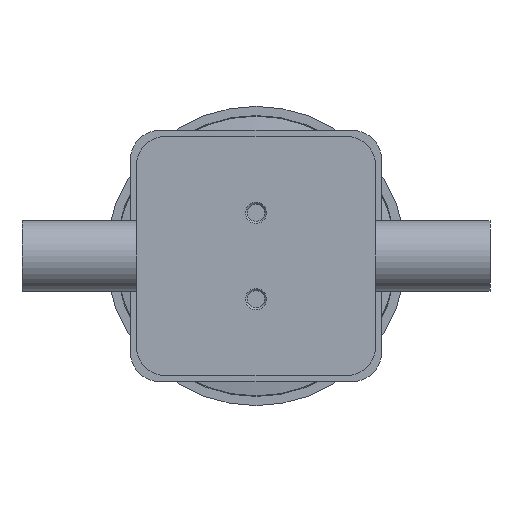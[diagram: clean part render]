
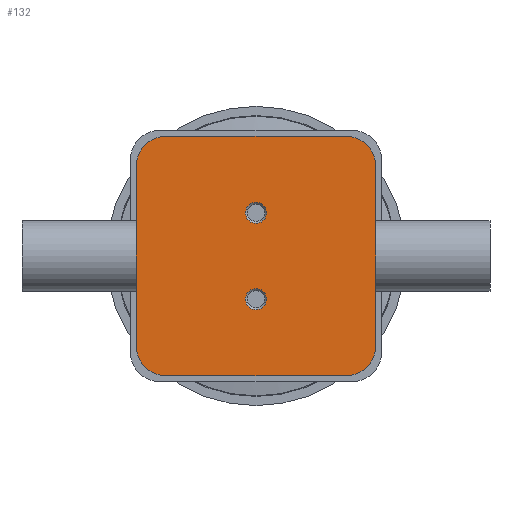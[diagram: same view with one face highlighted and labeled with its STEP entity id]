
A CAD part, front view. The second image highlights one B-rep face of the part: STEP entity #132.
In plain terms, the highlighted planar face has unit normal (0, -1, 0).
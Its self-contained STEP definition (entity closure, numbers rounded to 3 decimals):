
#132 = ADVANCED_FACE( '', ( #284, #285, #286 ), #287, .F. );
#284 = FACE_BOUND( '', #482, .T. );
#285 = FACE_BOUND( '', #483, .T. );
#286 = FACE_OUTER_BOUND( '', #484, .T. );
#287 = PLANE( '', #485 );
#482 = EDGE_LOOP( '', ( #1004, #1005 ) );
#483 = EDGE_LOOP( '', ( #1006, #1007 ) );
#484 = EDGE_LOOP( '', ( #1008, #1009, #1010, #1011, #1012, #1013, #1014, #1015 ) );
#485 = AXIS2_PLACEMENT_3D( '', #1016, #1017, #1018 );
#1004 = ORIENTED_EDGE( '', *, *, #1377, .T. );
#1005 = ORIENTED_EDGE( '', *, *, #1468, .T. );
#1006 = ORIENTED_EDGE( '', *, *, #1475, .T. );
#1007 = ORIENTED_EDGE( '', *, *, #1359, .T. );
#1008 = ORIENTED_EDGE( '', *, *, #1476, .F. );
#1009 = ORIENTED_EDGE( '', *, *, #1477, .F. );
#1010 = ORIENTED_EDGE( '', *, *, #1478, .F. );
#1011 = ORIENTED_EDGE( '', *, *, #1479, .F. );
#1012 = ORIENTED_EDGE( '', *, *, #1480, .F. );
#1013 = ORIENTED_EDGE( '', *, *, #1481, .F. );
#1014 = ORIENTED_EDGE( '', *, *, #1482, .F. );
#1015 = ORIENTED_EDGE( '', *, *, #1483, .F. );
#1016 = CARTESIAN_POINT( '', ( 0., -16.5, 0. ) );
#1017 = DIRECTION( '', ( 0., 1., 0. ) );
#1018 = DIRECTION( '', ( 0., 0., 1. ) );
#1359 = EDGE_CURVE( '', #1639, #1636, #1640, .T. );
#1377 = EDGE_CURVE( '', #1667, #1669, #1671, .T. );
#1468 = EDGE_CURVE( '', #1669, #1667, #1818, .T. );
#1475 = EDGE_CURVE( '', #1636, #1639, #1825, .T. );
#1476 = EDGE_CURVE( '', #1826, #1827, #1828, .T. );
#1477 = EDGE_CURVE( '', #1829, #1826, #1830, .T. );
#1478 = EDGE_CURVE( '', #1831, #1829, #1832, .T. );
#1479 = EDGE_CURVE( '', #1833, #1831, #1834, .T. );
#1480 = EDGE_CURVE( '', #1835, #1833, #1836, .T. );
#1481 = EDGE_CURVE( '', #1837, #1835, #1838, .T. );
#1482 = EDGE_CURVE( '', #1839, #1837, #1840, .T. );
#1483 = EDGE_CURVE( '', #1827, #1839, #1841, .T. );
#1636 = VERTEX_POINT( '', #2119 );
#1639 = VERTEX_POINT( '', #2123 );
#1640 = CIRCLE( '', #2124, 3. );
#1667 = VERTEX_POINT( '', #2160 );
#1669 = VERTEX_POINT( '', #2163 );
#1671 = CIRCLE( '', #2166, 3. );
#1818 = CIRCLE( '', #2432, 3. );
#1825 = CIRCLE( '', #2439, 3. );
#1826 = VERTEX_POINT( '', #2440 );
#1827 = VERTEX_POINT( '', #2441 );
#1828 = CIRCLE( '', #2442, 8.333 );
#1829 = VERTEX_POINT( '', #2443 );
#1830 = LINE( '', #2444, #2445 );
#1831 = VERTEX_POINT( '', #2446 );
#1832 = CIRCLE( '', #2447, 8.333 );
#1833 = VERTEX_POINT( '', #2448 );
#1834 = LINE( '', #2449, #2450 );
#1835 = VERTEX_POINT( '', #2451 );
#1836 = CIRCLE( '', #2452, 8.333 );
#1837 = VERTEX_POINT( '', #2453 );
#1838 = LINE( '', #2454, #2455 );
#1839 = VERTEX_POINT( '', #2456 );
#1840 = CIRCLE( '', #2457, 8.333 );
#1841 = LINE( '', #2458, #2459 );
#2119 = CARTESIAN_POINT( '', ( 0., -16.5, 15.25 ) );
#2123 = CARTESIAN_POINT( '', ( 0., -16.5, 9.25 ) );
#2124 = AXIS2_PLACEMENT_3D( '', #2701, #2702, #2703 );
#2160 = CARTESIAN_POINT( '', ( 0., -16.5, -15.25 ) );
#2163 = CARTESIAN_POINT( '', ( 0., -16.5, -9.25 ) );
#2166 = AXIS2_PLACEMENT_3D( '', #2733, #2734, #2735 );
#2432 = AXIS2_PLACEMENT_3D( '', #2873, #2874, #2875 );
#2439 = AXIS2_PLACEMENT_3D( '', #2894, #2895, #2896 );
#2440 = CARTESIAN_POINT( '', ( -34., -16.5, 25.667 ) );
#2441 = CARTESIAN_POINT( '', ( -25.667, -16.5, 34. ) );
#2442 = AXIS2_PLACEMENT_3D( '', #2897, #2898, #2899 );
#2443 = CARTESIAN_POINT( '', ( -34., -16.5, -25.667 ) );
#2444 = CARTESIAN_POINT( '', ( -34., -16.5, -25.667 ) );
#2445 = VECTOR( '', #2900, 1. );
#2446 = CARTESIAN_POINT( '', ( -25.667, -16.5, -34. ) );
#2447 = AXIS2_PLACEMENT_3D( '', #2901, #2902, #2903 );
#2448 = CARTESIAN_POINT( '', ( 25.667, -16.5, -34. ) );
#2449 = CARTESIAN_POINT( '', ( 25.667, -16.5, -34. ) );
#2450 = VECTOR( '', #2904, 1. );
#2451 = CARTESIAN_POINT( '', ( 34., -16.5, -25.667 ) );
#2452 = AXIS2_PLACEMENT_3D( '', #2905, #2906, #2907 );
#2453 = CARTESIAN_POINT( '', ( 34., -16.5, 25.667 ) );
#2454 = CARTESIAN_POINT( '', ( 34., -16.5, 25.667 ) );
#2455 = VECTOR( '', #2908, 1. );
#2456 = CARTESIAN_POINT( '', ( 25.667, -16.5, 34. ) );
#2457 = AXIS2_PLACEMENT_3D( '', #2909, #2910, #2911 );
#2458 = CARTESIAN_POINT( '', ( -25.667, -16.5, 34. ) );
#2459 = VECTOR( '', #2912, 1. );
#2701 = CARTESIAN_POINT( '', ( 0., -16.5, 12.25 ) );
#2702 = DIRECTION( '', ( 0., 1., 0. ) );
#2703 = DIRECTION( '', ( 0., 0., 1. ) );
#2733 = CARTESIAN_POINT( '', ( 0., -16.5, -12.25 ) );
#2734 = DIRECTION( '', ( 0., 1., 0. ) );
#2735 = DIRECTION( '', ( 0., 0., -1. ) );
#2873 = CARTESIAN_POINT( '', ( 0., -16.5, -12.25 ) );
#2874 = DIRECTION( '', ( 0., 1., 0. ) );
#2875 = DIRECTION( '', ( 0., 0., -1. ) );
#2894 = CARTESIAN_POINT( '', ( 0., -16.5, 12.25 ) );
#2895 = DIRECTION( '', ( 0., 1., 0. ) );
#2896 = DIRECTION( '', ( 0., 0., 1. ) );
#2897 = CARTESIAN_POINT( '', ( -25.667, -16.5, 25.667 ) );
#2898 = DIRECTION( '', ( 0., 1., 0. ) );
#2899 = DIRECTION( '', ( -1., 0., 0. ) );
#2900 = DIRECTION( '', ( 0., 0., 1. ) );
#2901 = CARTESIAN_POINT( '', ( -25.667, -16.5, -25.667 ) );
#2902 = DIRECTION( '', ( 0., 1., 0. ) );
#2903 = DIRECTION( '', ( 0., 0., -1. ) );
#2904 = DIRECTION( '', ( -1., 0., 0. ) );
#2905 = CARTESIAN_POINT( '', ( 25.667, -16.5, -25.667 ) );
#2906 = DIRECTION( '', ( 0., 1., 0. ) );
#2907 = DIRECTION( '', ( 1., 0., 0. ) );
#2908 = DIRECTION( '', ( 0., 0., -1. ) );
#2909 = CARTESIAN_POINT( '', ( 25.667, -16.5, 25.667 ) );
#2910 = DIRECTION( '', ( 0., 1., 0. ) );
#2911 = DIRECTION( '', ( 0., 0., 1. ) );
#2912 = DIRECTION( '', ( 1., 0., 0. ) );
